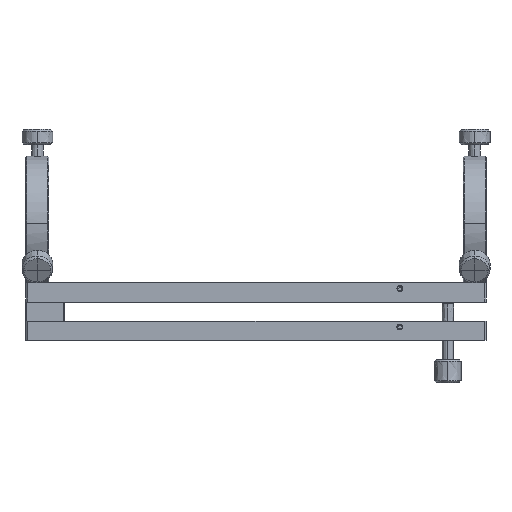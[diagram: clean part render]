
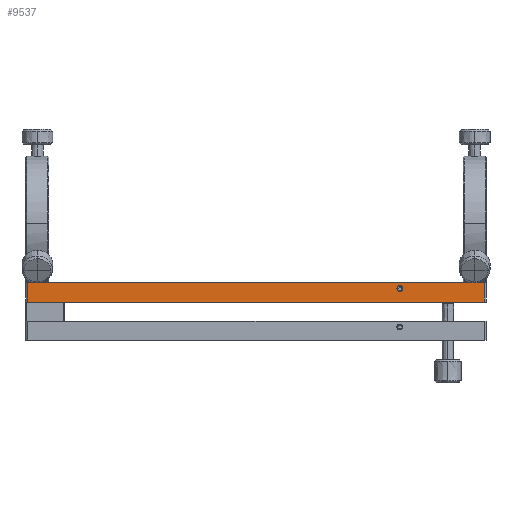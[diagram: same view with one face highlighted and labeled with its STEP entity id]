
A CAD part, front view. The second image highlights one B-rep face of the part: STEP entity #9537.
In plain terms, the highlighted free-form (B-spline) face has degree [1, 1] with [2, 2] control points.
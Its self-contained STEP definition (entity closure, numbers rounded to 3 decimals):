
#9 = EDGE_CURVE ( 'NONE', #30596, #26281, #19528, .T. ) ;
#1697 = EDGE_CURVE ( 'NONE', #26631, #19025, #9139, .T. ) ;
#1785 = CARTESIAN_POINT ( 'NONE',  ( -43.69, -25., 27.758 ) ) ;
#2093 = CARTESIAN_POINT ( 'NONE',  ( -239., -25., 20. ) ) ;
#2623 = CARTESIAN_POINT ( 'NONE',  ( -239., -25., 30. ) ) ;
#4128 = CARTESIAN_POINT ( 'NONE',  ( -46.462, -25., 26.61 ) ) ;
#5169 = EDGE_CURVE ( 'NONE', #34508, #19025, #22071, .T. ) ;
#5361 = CARTESIAN_POINT ( 'NONE',  ( -44.801, -25., 25.5 ) ) ;
#6144 = CARTESIAN_POINT ( 'NONE',  ( -1., -25., 30. ) ) ;
#6819 = CARTESIAN_POINT ( 'NONE',  ( -239., -25., 30. ) ) ;
#7020 = ORIENTED_EDGE ( 'NONE', *, *, #1697, .T. ) ;
#7078 = EDGE_CURVE ( 'NONE', #26281, #24816, #26053, .T. ) ;
#7887 = FACE_BOUND ( 'NONE', #10563, .T. ) ;
#8078 = B_SPLINE_SURFACE_WITH_KNOTS ( 'NONE', 1, 1, ( 
 ( #34087, #21501 ),
 ( #2623, #27868 ) ),
 .UNSPECIFIED., .F., .F., .F.,
 ( 2, 2 ),
 ( 2, 2 ),
 ( 0., 1. ),
 ( 0., 1. ),
 .UNSPECIFIED. ) ;
#8507 = CARTESIAN_POINT ( 'NONE',  ( -239., -25., 30. ) ) ;
#8838 = EDGE_CURVE ( 'NONE', #34508, #13378, #20813, .T. ) ;
#8862 = CARTESIAN_POINT ( 'NONE',  ( -44.08, -25., 25.799 ) ) ;
#9139 = B_SPLINE_CURVE_WITH_KNOTS ( 'NONE', 1,
 ( #6819, #35261 ),
 .UNSPECIFIED., .F., .F.,
 ( 2, 2 ),
 ( 0., 1. ),
 .UNSPECIFIED. ) ;
#9537 = ADVANCED_FACE ( 'NONE', ( #7887, #14272 ), #8078, .T. ) ;
#10097 = CARTESIAN_POINT ( 'NONE',  ( -45.92, -25., 25.799 ) ) ;
#10367 = CARTESIAN_POINT ( 'NONE',  ( -46.5, -25., 27. ) ) ;
#10563 = EDGE_LOOP ( 'NONE', ( #15510, #26424, #31614, #11692 ) ) ;
#11692 = ORIENTED_EDGE ( 'NONE', *, *, #9, .T. ) ;
#12641 = CARTESIAN_POINT ( 'NONE',  ( -239., -25., 30. ) ) ;
#12918 = B_SPLINE_CURVE_WITH_KNOTS ( 'NONE', 3,
 ( #16626, #13769, #28949, #32521, #10097, #19991, #35594, #4128, #13621, #10367 ),
 .UNSPECIFIED., .F., .F.,
 ( 4, 2, 2, 2, 4 ),
 ( 0., 0.25, 0.5, 0.75, 1. ),
 .UNSPECIFIED. ) ;
#13378 = VERTEX_POINT ( 'NONE', #6144 ) ;
#13621 = CARTESIAN_POINT ( 'NONE',  ( -46.5, -25., 26.801 ) ) ;
#13769 = CARTESIAN_POINT ( 'NONE',  ( -45.199, -25., 25.5 ) ) ;
#14245 = ORIENTED_EDGE ( 'NONE', *, *, #5169, .F. ) ;
#14272 = FACE_OUTER_BOUND ( 'NONE', #40252, .T. ) ;
#14379 = CARTESIAN_POINT ( 'NONE',  ( -46.31, -25., 27.758 ) ) ;
#14592 = CARTESIAN_POINT ( 'NONE',  ( -43.5, -25., 27. ) ) ;
#14646 = CARTESIAN_POINT ( 'NONE',  ( -45., -25., 28.5 ) ) ;
#14998 = CARTESIAN_POINT ( 'NONE',  ( -43.799, -25., 26.08 ) ) ;
#15341 = CARTESIAN_POINT ( 'NONE',  ( -45., -25., 28.5 ) ) ;
#15510 = ORIENTED_EDGE ( 'NONE', *, *, #7078, .T. ) ;
#16626 = CARTESIAN_POINT ( 'NONE',  ( -45., -25., 25.5 ) ) ;
#17539 = CARTESIAN_POINT ( 'NONE',  ( -46.201, -25., 27.92 ) ) ;
#17612 = CARTESIAN_POINT ( 'NONE',  ( -44.801, -25., 28.5 ) ) ;
#17761 = CARTESIAN_POINT ( 'NONE',  ( -43.5, -25., 27.199 ) ) ;
#17815 = CARTESIAN_POINT ( 'NONE',  ( -46.5, -25., 27.199 ) ) ;
#18177 = CARTESIAN_POINT ( 'NONE',  ( -43.5, -25., 27. ) ) ;
#18705 = CARTESIAN_POINT ( 'NONE',  ( -1., -25., 20. ) ) ;
#19025 = VERTEX_POINT ( 'NONE', #22235 ) ;
#19528 = B_SPLINE_CURVE_WITH_KNOTS ( 'NONE', 3,
 ( #36571, #17612, #40117, #27041, #33656, #21213, #1785, #27452, #17761, #14592 ),
 .UNSPECIFIED., .F., .F.,
 ( 4, 2, 2, 2, 4 ),
 ( 0., 0.25, 0.5, 0.75, 1. ),
 .UNSPECIFIED. ) ;
#19991 = CARTESIAN_POINT ( 'NONE',  ( -46.201, -25., 26.08 ) ) ;
#20592 = CARTESIAN_POINT ( 'NONE',  ( -46.5, -25., 27. ) ) ;
#20813 = B_SPLINE_CURVE_WITH_KNOTS ( 'NONE', 1,
 ( #18705, #40748 ),
 .UNSPECIFIED., .F., .F.,
 ( 2, 2 ),
 ( 0., 1. ),
 .UNSPECIFIED. ) ;
#21036 = CARTESIAN_POINT ( 'NONE',  ( -45., -25., 25.5 ) ) ;
#21094 = CARTESIAN_POINT ( 'NONE',  ( -43.69, -25., 26.242 ) ) ;
#21136 = CARTESIAN_POINT ( 'NONE',  ( -45.199, -25., 28.5 ) ) ;
#21179 = CARTESIAN_POINT ( 'NONE',  ( -43.5, -25., 27. ) ) ;
#21213 = CARTESIAN_POINT ( 'NONE',  ( -43.799, -25., 27.92 ) ) ;
#21368 = CARTESIAN_POINT ( 'NONE',  ( -43.5, -25., 26.801 ) ) ;
#21501 = CARTESIAN_POINT ( 'NONE',  ( -1., -25., 20. ) ) ;
#22022 = CARTESIAN_POINT ( 'NONE',  ( -1., -25., 30. ) ) ;
#22071 = B_SPLINE_CURVE_WITH_KNOTS ( 'NONE', 1,
 ( #27213, #2093 ),
 .UNSPECIFIED., .F., .F.,
 ( 2, 2 ),
 ( 0., 1. ),
 .UNSPECIFIED. ) ;
#22235 = CARTESIAN_POINT ( 'NONE',  ( -239., -25., 20. ) ) ;
#24025 = VERTEX_POINT ( 'NONE', #28631 ) ;
#24816 = VERTEX_POINT ( 'NONE', #21036 ) ;
#25686 = ORIENTED_EDGE ( 'NONE', *, *, #8838, .T. ) ;
#25859 = B_SPLINE_CURVE_WITH_KNOTS ( 'NONE', 1,
 ( #22022, #12641 ),
 .UNSPECIFIED., .F., .F.,
 ( 2, 2 ),
 ( 0., 1. ),
 .UNSPECIFIED. ) ;
#26053 = B_SPLINE_CURVE_WITH_KNOTS ( 'NONE', 3,
 ( #18177, #21368, #33945, #21094, #14998, #8862, #40128, #30731, #5361, #30603 ),
 .UNSPECIFIED., .F., .F.,
 ( 4, 2, 2, 2, 4 ),
 ( 0., 0.25, 0.5, 0.75, 1. ),
 .UNSPECIFIED. ) ;
#26281 = VERTEX_POINT ( 'NONE', #21179 ) ;
#26424 = ORIENTED_EDGE ( 'NONE', *, *, #27948, .T. ) ;
#26631 = VERTEX_POINT ( 'NONE', #8507 ) ;
#27041 = CARTESIAN_POINT ( 'NONE',  ( -44.242, -25., 28.31 ) ) ;
#27213 = CARTESIAN_POINT ( 'NONE',  ( -1., -25., 20. ) ) ;
#27452 = CARTESIAN_POINT ( 'NONE',  ( -43.538, -25., 27.39 ) ) ;
#27868 = CARTESIAN_POINT ( 'NONE',  ( -239., -25., 20. ) ) ;
#27948 = EDGE_CURVE ( 'NONE', #24816, #24025, #12918, .T. ) ;
#28631 = CARTESIAN_POINT ( 'NONE',  ( -46.5, -25., 27. ) ) ;
#28949 = CARTESIAN_POINT ( 'NONE',  ( -45.39, -25., 25.538 ) ) ;
#29936 = EDGE_CURVE ( 'NONE', #24025, #30596, #36103, .T. ) ;
#30386 = CARTESIAN_POINT ( 'NONE',  ( -45.758, -25., 28.31 ) ) ;
#30596 = VERTEX_POINT ( 'NONE', #15341 ) ;
#30603 = CARTESIAN_POINT ( 'NONE',  ( -45., -25., 25.5 ) ) ;
#30644 = CARTESIAN_POINT ( 'NONE',  ( -45.92, -25., 28.201 ) ) ;
#30731 = CARTESIAN_POINT ( 'NONE',  ( -44.61, -25., 25.538 ) ) ;
#31614 = ORIENTED_EDGE ( 'NONE', *, *, #29936, .T. ) ;
#32521 = CARTESIAN_POINT ( 'NONE',  ( -45.758, -25., 25.69 ) ) ;
#32896 = CARTESIAN_POINT ( 'NONE',  ( -1., -25., 20. ) ) ;
#33304 = CARTESIAN_POINT ( 'NONE',  ( -46.462, -25., 27.39 ) ) ;
#33656 = CARTESIAN_POINT ( 'NONE',  ( -44.08, -25., 28.201 ) ) ;
#33945 = CARTESIAN_POINT ( 'NONE',  ( -43.538, -25., 26.61 ) ) ;
#34087 = CARTESIAN_POINT ( 'NONE',  ( -1., -25., 30. ) ) ;
#34508 = VERTEX_POINT ( 'NONE', #32896 ) ;
#35261 = CARTESIAN_POINT ( 'NONE',  ( -239., -25., 20. ) ) ;
#35594 = CARTESIAN_POINT ( 'NONE',  ( -46.31, -25., 26.242 ) ) ;
#36103 = B_SPLINE_CURVE_WITH_KNOTS ( 'NONE', 3,
 ( #20592, #17815, #33304, #14379, #17539, #30644, #30386, #39635, #21136, #14646 ),
 .UNSPECIFIED., .F., .F.,
 ( 4, 2, 2, 2, 4 ),
 ( 0., 0.25, 0.5, 0.75, 1. ),
 .UNSPECIFIED. ) ;
#36571 = CARTESIAN_POINT ( 'NONE',  ( -45., -25., 28.5 ) ) ;
#36850 = EDGE_CURVE ( 'NONE', #13378, #26631, #25859, .T. ) ;
#39635 = CARTESIAN_POINT ( 'NONE',  ( -45.39, -25., 28.462 ) ) ;
#39694 = ORIENTED_EDGE ( 'NONE', *, *, #36850, .T. ) ;
#40117 = CARTESIAN_POINT ( 'NONE',  ( -44.61, -25., 28.462 ) ) ;
#40128 = CARTESIAN_POINT ( 'NONE',  ( -44.242, -25., 25.69 ) ) ;
#40252 = EDGE_LOOP ( 'NONE', ( #39694, #7020, #14245, #25686 ) ) ;
#40748 = CARTESIAN_POINT ( 'NONE',  ( -1., -25., 30. ) ) ;
